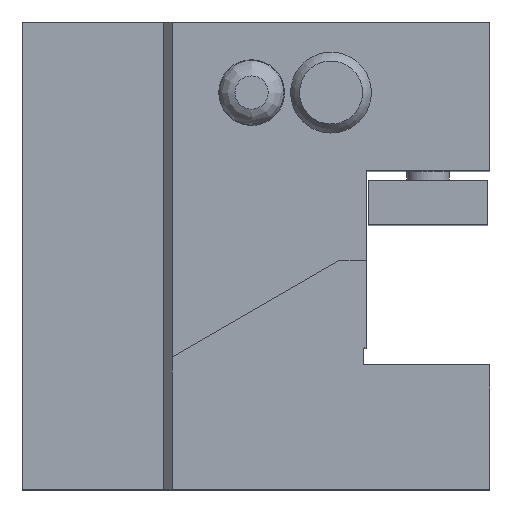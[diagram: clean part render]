
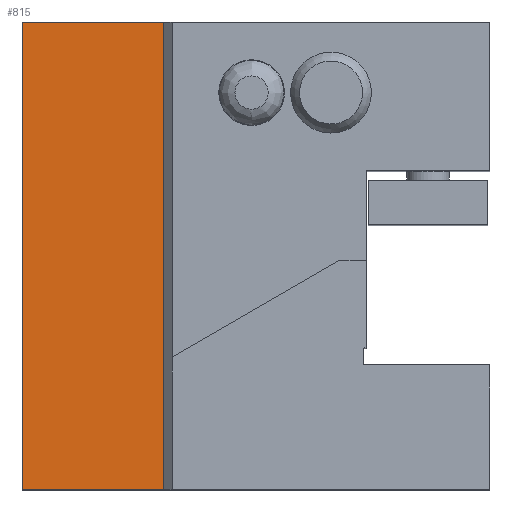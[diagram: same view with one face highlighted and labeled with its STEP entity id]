
A CAD part, top view. The second image highlights one B-rep face of the part: STEP entity #815.
In plain terms, the highlighted planar face has unit normal (0, 0, 1).
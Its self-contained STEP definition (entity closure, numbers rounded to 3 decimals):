
#158=FACE_OUTER_BOUND('',#981,.T.);
#272=PLANE('',#2409);
#388=LINE('',#3318,#611);
#392=LINE('',#3326,#615);
#413=LINE('',#3372,#636);
#463=LINE('',#3494,#686);
#611=VECTOR('',#2647,1.);
#615=VECTOR('',#2653,1.);
#636=VECTOR('',#2686,1.);
#686=VECTOR('',#2770,1.);
#815=ADVANCED_FACE('',(#158),#272,.F.);
#981=EDGE_LOOP('',(#1270,#1271,#1272,#1273));
#1270=ORIENTED_EDGE('',*,*,#2070,.T.);
#1271=ORIENTED_EDGE('',*,*,#2131,.T.);
#1272=ORIENTED_EDGE('',*,*,#2045,.F.);
#1273=ORIENTED_EDGE('',*,*,#2041,.F.);
#1813=VERTEX_POINT('',#3317);
#1814=VERTEX_POINT('',#3319);
#1817=VERTEX_POINT('',#3327);
#1835=VERTEX_POINT('',#3371);
#2041=EDGE_CURVE('',#1813,#1814,#388,.T.);
#2045=EDGE_CURVE('',#1814,#1817,#392,.T.);
#2070=EDGE_CURVE('',#1813,#1835,#413,.T.);
#2131=EDGE_CURVE('',#1835,#1817,#463,.T.);
#2409=AXIS2_PLACEMENT_3D('',#3495,#2771,#2772);
#2647=DIRECTION('',(0.,1.,0.));
#2653=DIRECTION('',(1.,0.,0.));
#2686=DIRECTION('',(1.,0.,0.));
#2770=DIRECTION('',(0.,1.,0.));
#2771=DIRECTION('',(0.,0.,-1.));
#2772=DIRECTION('',(0.,1.,0.));
#3317=CARTESIAN_POINT('',(-26.,-30.,30.9));
#3318=CARTESIAN_POINT('',(-26.,-47.,30.9));
#3319=CARTESIAN_POINT('',(-26.,23.,30.9));
#3326=CARTESIAN_POINT('',(-9.,23.,30.9));
#3327=CARTESIAN_POINT('',(-10.,23.,30.9));
#3371=CARTESIAN_POINT('',(-10.,-30.,30.9));
#3372=CARTESIAN_POINT('',(27.,-30.,30.9));
#3494=CARTESIAN_POINT('',(-10.,23.,30.9));
#3495=CARTESIAN_POINT('',(-26.,23.,30.9));
